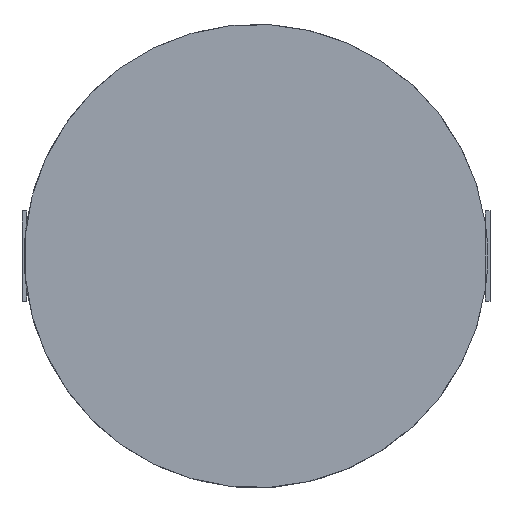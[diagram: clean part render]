
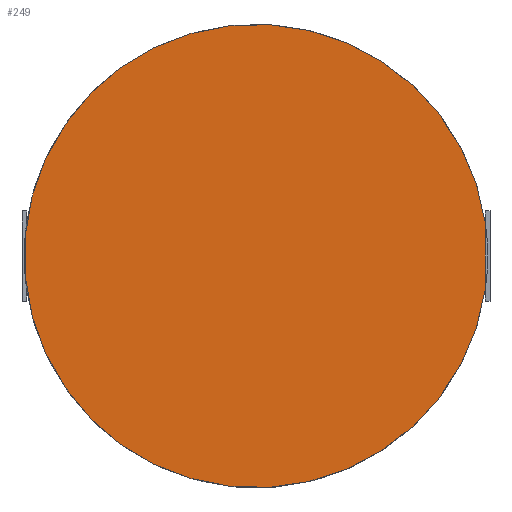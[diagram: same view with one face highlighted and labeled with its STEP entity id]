
A CAD part, top view. The second image highlights one B-rep face of the part: STEP entity #249.
In plain terms, the highlighted planar face has unit normal (0, 0, 1).
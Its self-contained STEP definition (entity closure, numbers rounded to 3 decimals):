
#22 = VERTEX_POINT('',#23);
#23 = CARTESIAN_POINT('',(10.15,-1.428,4.25));
#33 = PLANE('',#34);
#34 = AXIS2_PLACEMENT_3D('',#35,#36,#37);
#35 = CARTESIAN_POINT('',(0.,0.,4.25));
#36 = DIRECTION('',(0.,0.,1.));
#37 = DIRECTION('',(1.,0.,0.));
#58 = VERTEX_POINT('',#59);
#59 = CARTESIAN_POINT('',(10.15,1.428,4.25));
#81 = EDGE_CURVE('',#22,#58,#82,.T.);
#82 = SURFACE_CURVE('',#83,(#87,#94),.PCURVE_S1.);
#83 = LINE('',#84,#85);
#84 = CARTESIAN_POINT('',(10.15,-1.,4.25));
#85 = VECTOR('',#86,1.);
#86 = DIRECTION('',(0.,1.,0.));
#87 = PCURVE('',#33,#88);
#88 = DEFINITIONAL_REPRESENTATION('',(#89),#93);
#89 = LINE('',#90,#91);
#90 = CARTESIAN_POINT('',(10.15,-1.));
#91 = VECTOR('',#92,1.);
#92 = DIRECTION('',(-0.,1.));
#93 = ( GEOMETRIC_REPRESENTATION_CONTEXT(2) 
PARAMETRIC_REPRESENTATION_CONTEXT() REPRESENTATION_CONTEXT('2D SPACE',''
  ) );
#94 = PCURVE('',#95,#100);
#95 = PLANE('',#96);
#96 = AXIS2_PLACEMENT_3D('',#97,#98,#99);
#97 = CARTESIAN_POINT('',(0.,0.,4.25));
#98 = DIRECTION('',(0.,0.,1.));
#99 = DIRECTION('',(1.,0.,0.));
#100 = DEFINITIONAL_REPRESENTATION('',(#101),#105);
#101 = LINE('',#102,#103);
#102 = CARTESIAN_POINT('',(10.15,-1.));
#103 = VECTOR('',#104,1.);
#104 = DIRECTION('',(-0.,1.));
#105 = ( GEOMETRIC_REPRESENTATION_CONTEXT(2) 
PARAMETRIC_REPRESENTATION_CONTEXT() REPRESENTATION_CONTEXT('2D SPACE',''
  ) );
#249 = ADVANCED_FACE('',(#250),#95,.T.);
#250 = FACE_BOUND('',#251,.T.);
#251 = EDGE_LOOP('',(#252,#253));
#252 = ORIENTED_EDGE('',*,*,#81,.T.);
#253 = ORIENTED_EDGE('',*,*,#254,.T.);
#254 = EDGE_CURVE('',#58,#22,#255,.T.);
#255 = SURFACE_CURVE('',#256,(#261,#268),.PCURVE_S1.);
#256 = CIRCLE('',#257,10.25);
#257 = AXIS2_PLACEMENT_3D('',#258,#259,#260);
#258 = CARTESIAN_POINT('',(0.,0.,4.25));
#259 = DIRECTION('',(0.,0.,1.));
#260 = DIRECTION('',(1.,0.,0.));
#261 = PCURVE('',#95,#262);
#262 = DEFINITIONAL_REPRESENTATION('',(#263),#267);
#263 = CIRCLE('',#264,10.25);
#264 = AXIS2_PLACEMENT_2D('',#265,#266);
#265 = CARTESIAN_POINT('',(0.,0.));
#266 = DIRECTION('',(1.,0.));
#267 = ( GEOMETRIC_REPRESENTATION_CONTEXT(2) 
PARAMETRIC_REPRESENTATION_CONTEXT() REPRESENTATION_CONTEXT('2D SPACE',''
  ) );
#268 = PCURVE('',#269,#274);
#269 = CYLINDRICAL_SURFACE('',#270,10.25);
#270 = AXIS2_PLACEMENT_3D('',#271,#272,#273);
#271 = CARTESIAN_POINT('',(0.,0.,0.));
#272 = DIRECTION('',(-0.,-0.,-1.));
#273 = DIRECTION('',(1.,0.,0.));
#274 = DEFINITIONAL_REPRESENTATION('',(#275),#279);
#275 = LINE('',#276,#277);
#276 = CARTESIAN_POINT('',(-0.,-4.25));
#277 = VECTOR('',#278,1.);
#278 = DIRECTION('',(-1.,0.));
#279 = ( GEOMETRIC_REPRESENTATION_CONTEXT(2) 
PARAMETRIC_REPRESENTATION_CONTEXT() REPRESENTATION_CONTEXT('2D SPACE',''
  ) );
